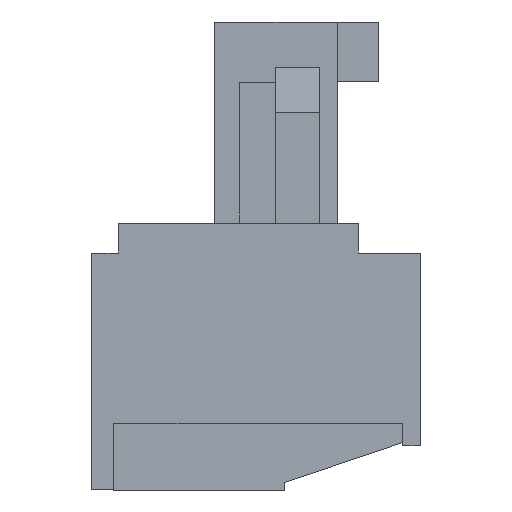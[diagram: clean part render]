
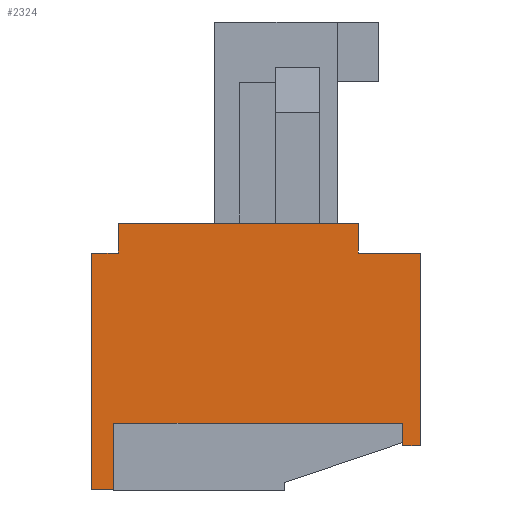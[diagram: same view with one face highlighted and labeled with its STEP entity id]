
A CAD part, left-side view. The second image highlights one B-rep face of the part: STEP entity #2324.
In plain terms, the highlighted planar face has unit normal (-1, 0, 0).
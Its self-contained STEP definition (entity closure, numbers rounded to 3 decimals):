
#2324 = ADVANCED_FACE( '', ( #5761 ), #5762, .F. );
#5761 = FACE_OUTER_BOUND( '', #10945, .T. );
#5762 = PLANE( '', #10946 );
#10945 = EDGE_LOOP( '', ( #16373, #16374, #16375, #16376, #16377, #16378, #16379, #16380, #16381, #16382, #16383, #16384 ) );
#10946 = AXIS2_PLACEMENT_3D( '', #16385, #16386, #16387 );
#16373 = ORIENTED_EDGE( '', *, *, #30864, .F. );
#16374 = ORIENTED_EDGE( '', *, *, #30865, .F. );
#16375 = ORIENTED_EDGE( '', *, *, #30866, .F. );
#16376 = ORIENTED_EDGE( '', *, *, #30867, .F. );
#16377 = ORIENTED_EDGE( '', *, *, #30868, .F. );
#16378 = ORIENTED_EDGE( '', *, *, #30869, .F. );
#16379 = ORIENTED_EDGE( '', *, *, #30870, .F. );
#16380 = ORIENTED_EDGE( '', *, *, #30871, .F. );
#16381 = ORIENTED_EDGE( '', *, *, #30872, .F. );
#16382 = ORIENTED_EDGE( '', *, *, #30873, .F. );
#16383 = ORIENTED_EDGE( '', *, *, #30874, .F. );
#16384 = ORIENTED_EDGE( '', *, *, #30875, .F. );
#16385 = CARTESIAN_POINT( '', ( -40.005, 0., 0. ) );
#16386 = DIRECTION( '', ( 1., 0., 0. ) );
#16387 = DIRECTION( '', ( 0., 0., -1. ) );
#30864 = EDGE_CURVE( '', #36805, #36806, #36807, .T. );
#30865 = EDGE_CURVE( '', #36808, #36805, #36809, .T. );
#30866 = EDGE_CURVE( '', #36810, #36808, #36811, .T. );
#30867 = EDGE_CURVE( '', #36812, #36810, #36813, .T. );
#30868 = EDGE_CURVE( '', #36814, #36812, #36815, .T. );
#30869 = EDGE_CURVE( '', #36816, #36814, #36817, .T. );
#30870 = EDGE_CURVE( '', #36818, #36816, #36819, .T. );
#30871 = EDGE_CURVE( '', #36820, #36818, #36821, .T. );
#30872 = EDGE_CURVE( '', #36822, #36820, #36823, .T. );
#30873 = EDGE_CURVE( '', #36824, #36822, #36825, .T. );
#30874 = EDGE_CURVE( '', #36826, #36824, #36827, .T. );
#30875 = EDGE_CURVE( '', #36806, #36826, #36828, .T. );
#36805 = VERTEX_POINT( '', #45502 );
#36806 = VERTEX_POINT( '', #45503 );
#36807 = LINE( '', #45504, #45505 );
#36808 = VERTEX_POINT( '', #45506 );
#36809 = LINE( '', #45507, #45508 );
#36810 = VERTEX_POINT( '', #45509 );
#36811 = LINE( '', #45510, #45511 );
#36812 = VERTEX_POINT( '', #45512 );
#36813 = LINE( '', #45513, #45514 );
#36814 = VERTEX_POINT( '', #45515 );
#36815 = LINE( '', #45516, #45517 );
#36816 = VERTEX_POINT( '', #45518 );
#36817 = LINE( '', #45519, #45520 );
#36818 = VERTEX_POINT( '', #45521 );
#36819 = LINE( '', #45522, #45523 );
#36820 = VERTEX_POINT( '', #45524 );
#36821 = LINE( '', #45525, #45526 );
#36822 = VERTEX_POINT( '', #45527 );
#36823 = LINE( '', #45528, #45529 );
#36824 = VERTEX_POINT( '', #45530 );
#36825 = LINE( '', #45531, #45532 );
#36826 = VERTEX_POINT( '', #45533 );
#36827 = LINE( '', #45534, #45535 );
#36828 = LINE( '', #45536, #45537 );
#45502 = CARTESIAN_POINT( '', ( -40.005, -4.05, 4. ) );
#45503 = CARTESIAN_POINT( '', ( -40.005, -6.15, 4. ) );
#45504 = CARTESIAN_POINT( '', ( -40.005, -4.05, 4. ) );
#45505 = VECTOR( '', #57506, 1000. );
#45506 = CARTESIAN_POINT( '', ( -40.005, -4.05, 5. ) );
#45507 = CARTESIAN_POINT( '', ( -40.005, -4.05, 5. ) );
#45508 = VECTOR( '', #57507, 1000. );
#45509 = CARTESIAN_POINT( '', ( -40.005, 4.05, 5. ) );
#45510 = CARTESIAN_POINT( '', ( -40.005, 4.05, 5. ) );
#45511 = VECTOR( '', #57508, 1000. );
#45512 = CARTESIAN_POINT( '', ( -40.005, 4.05, 4. ) );
#45513 = CARTESIAN_POINT( '', ( -40.005, 4.05, 4. ) );
#45514 = VECTOR( '', #57509, 1000. );
#45515 = CARTESIAN_POINT( '', ( -40.005, 4.95, 4. ) );
#45516 = CARTESIAN_POINT( '', ( -40.005, 4.95, 4. ) );
#45517 = VECTOR( '', #57510, 1000. );
#45518 = CARTESIAN_POINT( '', ( -40.005, 4.95, -4. ) );
#45519 = CARTESIAN_POINT( '', ( -40.005, 4.95, -4. ) );
#45520 = VECTOR( '', #57511, 1000. );
#45521 = CARTESIAN_POINT( '', ( -40.005, 4.2, -4. ) );
#45522 = CARTESIAN_POINT( '', ( -40.005, 4.2, -4. ) );
#45523 = VECTOR( '', #57512, 1000. );
#45524 = CARTESIAN_POINT( '', ( -40.005, 4.2, -1.75 ) );
#45525 = CARTESIAN_POINT( '', ( -40.005, 4.2, -1.75 ) );
#45526 = VECTOR( '', #57513, 1000. );
#45527 = CARTESIAN_POINT( '', ( -40.005, -5.55, -1.75 ) );
#45528 = CARTESIAN_POINT( '', ( -40.005, -5.55, -1.75 ) );
#45529 = VECTOR( '', #57514, 1000. );
#45530 = CARTESIAN_POINT( '', ( -40.005, -5.55, -2.5 ) );
#45531 = CARTESIAN_POINT( '', ( -40.005, -5.55, -2.5 ) );
#45532 = VECTOR( '', #57515, 1000. );
#45533 = CARTESIAN_POINT( '', ( -40.005, -6.15, -2.5 ) );
#45534 = CARTESIAN_POINT( '', ( -40.005, -6.15, -2.5 ) );
#45535 = VECTOR( '', #57516, 1000. );
#45536 = CARTESIAN_POINT( '', ( -40.005, -6.15, 4. ) );
#45537 = VECTOR( '', #57517, 1000. );
#57506 = DIRECTION( '', ( 0., -1., 0. ) );
#57507 = DIRECTION( '', ( 0., 0., -1. ) );
#57508 = DIRECTION( '', ( 0., -1., 0. ) );
#57509 = DIRECTION( '', ( 0., 0., 1. ) );
#57510 = DIRECTION( '', ( 0., -1., 0. ) );
#57511 = DIRECTION( '', ( 0., 0., 1. ) );
#57512 = DIRECTION( '', ( 0., 1., 0. ) );
#57513 = DIRECTION( '', ( 0., 0., -1. ) );
#57514 = DIRECTION( '', ( 0., 1., 0. ) );
#57515 = DIRECTION( '', ( 0., 0., 1. ) );
#57516 = DIRECTION( '', ( 0., 1., 0. ) );
#57517 = DIRECTION( '', ( 0., 0., -1. ) );
